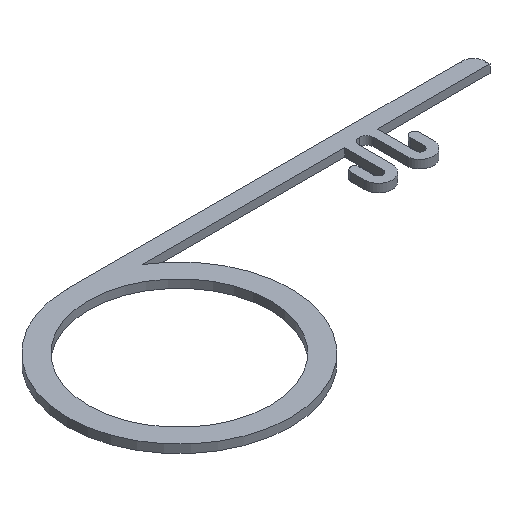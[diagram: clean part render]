
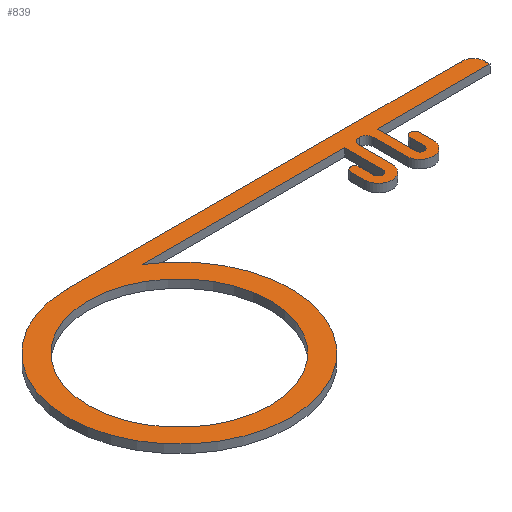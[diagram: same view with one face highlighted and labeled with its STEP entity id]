
A CAD part, isometric view. The second image highlights one B-rep face of the part: STEP entity #839.
In plain terms, the highlighted planar face has unit normal (0, 0, 1).
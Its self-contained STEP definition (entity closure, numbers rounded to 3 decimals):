
#60=CARTESIAN_POINT('',(11.0,0.,0.5));
#61=VERTEX_POINT('',#60);
#62=CARTESIAN_POINT('',(0.0,0.0,0.5));
#63=DIRECTION('',(0.0,0.0,-1.0));
#64=DIRECTION('',(-1.0,0.0,0.0));
#65=AXIS2_PLACEMENT_3D('',#62,#63,#64);
#66=CIRCLE('',#65,11.0);
#67=EDGE_CURVE('',#61,#61,#66,.T.);
#274=CARTESIAN_POINT('',(0.,13.5,0.5));
#275=VERTEX_POINT('',#274);
#276=CARTESIAN_POINT('',(47.6,13.5,0.5));
#277=VERTEX_POINT('',#276);
#278=CARTESIAN_POINT('',(0.,13.5,0.5));
#279=DIRECTION('',(1.0,0.0,0.0));
#280=VECTOR('',#279,47.6);
#281=LINE('',#278,#280);
#282=EDGE_CURVE('',#275,#277,#281,.T.);
#305=CARTESIAN_POINT('',(49.1,12.,0.5));
#306=VERTEX_POINT('',#305);
#307=CARTESIAN_POINT('',(47.6,12.,0.5));
#308=DIRECTION('',(0.0,0.0,-1.0));
#309=DIRECTION('',(1.0,0.0,0.0));
#310=AXIS2_PLACEMENT_3D('',#307,#308,#309);
#311=CIRCLE('',#310,1.5);
#312=EDGE_CURVE('',#277,#306,#311,.T.);
#330=CARTESIAN_POINT('',(49.1,11.5,0.5));
#331=VERTEX_POINT('',#330);
#332=CARTESIAN_POINT('',(49.1,12.,0.5));
#333=DIRECTION('',(0.0,-1.0,0.0));
#334=VECTOR('',#333,0.5);
#335=LINE('',#332,#334);
#336=EDGE_CURVE('',#306,#331,#335,.T.);
#354=CARTESIAN_POINT('',(35.45,11.5,0.5));
#355=VERTEX_POINT('',#354);
#356=CARTESIAN_POINT('',(49.1,11.5,0.5));
#357=DIRECTION('',(-1.0,0.0,0.0));
#358=VECTOR('',#357,13.65);
#359=LINE('',#356,#358);
#360=EDGE_CURVE('',#331,#355,#359,.T.);
#378=CARTESIAN_POINT('',(35.45,6.9,0.5));
#379=VERTEX_POINT('',#378);
#380=CARTESIAN_POINT('',(35.45,11.5,0.5));
#381=DIRECTION('',(0.0,-1.0,0.0));
#382=VECTOR('',#381,4.6);
#383=LINE('',#380,#382);
#384=EDGE_CURVE('',#355,#379,#383,.T.);
#402=CARTESIAN_POINT('',(36.55,6.9,0.5));
#403=VERTEX_POINT('',#402);
#404=CARTESIAN_POINT('',(36.0,6.9,0.5));
#405=DIRECTION('',(0.0,0.0,1.0));
#406=DIRECTION('',(1.0,0.0,0.0));
#407=AXIS2_PLACEMENT_3D('',#404,#405,#406);
#408=CIRCLE('',#407,0.55);
#409=EDGE_CURVE('',#379,#403,#408,.T.);
#427=CARTESIAN_POINT('',(36.55,8.6,0.5));
#428=VERTEX_POINT('',#427);
#429=CARTESIAN_POINT('',(36.55,6.9,0.5));
#430=DIRECTION('',(0.0,1.0,0.0));
#431=VECTOR('',#430,1.7);
#432=LINE('',#429,#431);
#433=EDGE_CURVE('',#403,#428,#432,.T.);
#451=CARTESIAN_POINT('',(37.65,8.6,0.5));
#452=VERTEX_POINT('',#451);
#453=CARTESIAN_POINT('',(37.1,8.6,0.5));
#454=DIRECTION('',(0.0,0.0,-1.0));
#455=DIRECTION('',(1.0,0.0,0.0));
#456=AXIS2_PLACEMENT_3D('',#453,#454,#455);
#457=CIRCLE('',#456,0.55);
#458=EDGE_CURVE('',#428,#452,#457,.T.);
#476=CARTESIAN_POINT('',(37.65,6.9,0.5));
#477=VERTEX_POINT('',#476);
#478=CARTESIAN_POINT('',(37.65,8.6,0.5));
#479=DIRECTION('',(0.0,-1.0,0.0));
#480=VECTOR('',#479,1.7);
#481=LINE('',#478,#480);
#482=EDGE_CURVE('',#452,#477,#481,.T.);
#500=CARTESIAN_POINT('',(34.35,6.9,0.5));
#501=VERTEX_POINT('',#500);
#502=CARTESIAN_POINT('',(36.0,6.9,0.5));
#503=DIRECTION('',(0.0,0.0,-1.0));
#504=DIRECTION('',(-1.0,0.0,0.0));
#505=AXIS2_PLACEMENT_3D('',#502,#503,#504);
#506=CIRCLE('',#505,1.65);
#507=EDGE_CURVE('',#477,#501,#506,.T.);
#525=CARTESIAN_POINT('',(34.35,10.9,0.5));
#526=VERTEX_POINT('',#525);
#527=CARTESIAN_POINT('',(34.35,6.9,0.5));
#528=DIRECTION('',(0.0,1.0,0.0));
#529=VECTOR('',#528,4.);
#530=LINE('',#527,#529);
#531=EDGE_CURVE('',#501,#526,#530,.T.);
#549=CARTESIAN_POINT('',(33.5,11.698,0.5));
#550=VERTEX_POINT('',#549);
#551=CARTESIAN_POINT('',(33.55,10.9,0.5));
#552=DIRECTION('',(0.0,0.0,1.0));
#553=DIRECTION('',(-1.0,0.0,0.0));
#554=AXIS2_PLACEMENT_3D('',#551,#552,#553);
#555=CIRCLE('',#554,0.8);
#556=EDGE_CURVE('',#526,#550,#555,.T.);
#574=CARTESIAN_POINT('',(32.65,10.9,0.5));
#575=VERTEX_POINT('',#574);
#576=CARTESIAN_POINT('',(33.45,10.9,0.5));
#577=DIRECTION('',(0.0,0.0,1.0));
#578=DIRECTION('',(-0.063,-0.998,0.0));
#579=AXIS2_PLACEMENT_3D('',#576,#577,#578);
#580=CIRCLE('',#579,0.8);
#581=EDGE_CURVE('',#550,#575,#580,.T.);
#599=CARTESIAN_POINT('',(32.65,6.9,0.5));
#600=VERTEX_POINT('',#599);
#601=CARTESIAN_POINT('',(32.65,10.9,0.5));
#602=DIRECTION('',(0.0,-1.0,0.0));
#603=VECTOR('',#602,4.);
#604=LINE('',#601,#603);
#605=EDGE_CURVE('',#575,#600,#604,.T.);
#623=CARTESIAN_POINT('',(29.35,6.9,0.5));
#624=VERTEX_POINT('',#623);
#625=CARTESIAN_POINT('',(31.0,6.9,0.5));
#626=DIRECTION('',(0.0,0.0,-1.0));
#627=DIRECTION('',(-1.0,0.0,0.0));
#628=AXIS2_PLACEMENT_3D('',#625,#626,#627);
#629=CIRCLE('',#628,1.65);
#630=EDGE_CURVE('',#600,#624,#629,.T.);
#648=CARTESIAN_POINT('',(29.35,8.6,0.5));
#649=VERTEX_POINT('',#648);
#650=CARTESIAN_POINT('',(29.35,6.9,0.5));
#651=DIRECTION('',(0.0,1.0,0.0));
#652=VECTOR('',#651,1.7);
#653=LINE('',#650,#652);
#654=EDGE_CURVE('',#624,#649,#653,.T.);
#672=CARTESIAN_POINT('',(30.45,8.6,0.5));
#673=VERTEX_POINT('',#672);
#674=CARTESIAN_POINT('',(29.9,8.6,0.5));
#675=DIRECTION('',(0.0,0.0,-1.0));
#676=DIRECTION('',(1.0,0.0,0.0));
#677=AXIS2_PLACEMENT_3D('',#674,#675,#676);
#678=CIRCLE('',#677,0.55);
#679=EDGE_CURVE('',#649,#673,#678,.T.);
#697=CARTESIAN_POINT('',(30.45,6.9,0.5));
#698=VERTEX_POINT('',#697);
#699=CARTESIAN_POINT('',(30.45,8.6,0.5));
#700=DIRECTION('',(0.0,-1.0,0.0));
#701=VECTOR('',#700,1.7);
#702=LINE('',#699,#701);
#703=EDGE_CURVE('',#673,#698,#702,.T.);
#721=CARTESIAN_POINT('',(31.55,6.9,0.5));
#722=VERTEX_POINT('',#721);
#723=CARTESIAN_POINT('',(31.0,6.9,0.5));
#724=DIRECTION('',(0.0,0.0,1.0));
#725=DIRECTION('',(1.0,0.0,0.0));
#726=AXIS2_PLACEMENT_3D('',#723,#724,#725);
#727=CIRCLE('',#726,0.55);
#728=EDGE_CURVE('',#698,#722,#727,.T.);
#746=CARTESIAN_POINT('',(31.55,11.5,0.5));
#747=VERTEX_POINT('',#746);
#748=CARTESIAN_POINT('',(31.55,6.9,0.5));
#749=DIRECTION('',(0.0,1.0,0.0));
#750=VECTOR('',#749,4.6);
#751=LINE('',#748,#750);
#752=EDGE_CURVE('',#722,#747,#751,.T.);
#770=CARTESIAN_POINT('',(7.071,11.5,0.5));
#771=VERTEX_POINT('',#770);
#772=CARTESIAN_POINT('',(31.55,11.5,0.5));
#773=DIRECTION('',(-1.0,0.0,0.0));
#774=VECTOR('',#773,24.479);
#775=LINE('',#772,#774);
#776=EDGE_CURVE('',#747,#771,#775,.T.);
#794=CARTESIAN_POINT('',(0.0,0.0,0.5));
#795=DIRECTION('',(0.0,0.0,-1.0));
#796=DIRECTION('',(0.0,1.0,0.0));
#797=AXIS2_PLACEMENT_3D('',#794,#795,#796);
#798=CIRCLE('',#797,13.5);
#799=EDGE_CURVE('',#771,#275,#798,.T.);
#807=CARTESIAN_POINT('',(18.074,7.027,0.5));
#808=DIRECTION('',(0.0,0.0,1.0));
#809=DIRECTION('',(1.0,0.0,0.0));
#810=AXIS2_PLACEMENT_3D('',#807,#808,#809);
#811=PLANE('',#810);
#812=ORIENTED_EDGE('',*,*,#282,.F.);
#813=ORIENTED_EDGE('',*,*,#799,.F.);
#814=ORIENTED_EDGE('',*,*,#776,.F.);
#815=ORIENTED_EDGE('',*,*,#752,.F.);
#816=ORIENTED_EDGE('',*,*,#728,.F.);
#817=ORIENTED_EDGE('',*,*,#703,.F.);
#818=ORIENTED_EDGE('',*,*,#679,.F.);
#819=ORIENTED_EDGE('',*,*,#654,.F.);
#820=ORIENTED_EDGE('',*,*,#630,.F.);
#821=ORIENTED_EDGE('',*,*,#605,.F.);
#822=ORIENTED_EDGE('',*,*,#581,.F.);
#823=ORIENTED_EDGE('',*,*,#556,.F.);
#824=ORIENTED_EDGE('',*,*,#531,.F.);
#825=ORIENTED_EDGE('',*,*,#507,.F.);
#826=ORIENTED_EDGE('',*,*,#482,.F.);
#827=ORIENTED_EDGE('',*,*,#458,.F.);
#828=ORIENTED_EDGE('',*,*,#433,.F.);
#829=ORIENTED_EDGE('',*,*,#409,.F.);
#830=ORIENTED_EDGE('',*,*,#384,.F.);
#831=ORIENTED_EDGE('',*,*,#360,.F.);
#832=ORIENTED_EDGE('',*,*,#336,.F.);
#833=ORIENTED_EDGE('',*,*,#312,.F.);
#834=EDGE_LOOP('',(#812,#813,#814,#815,#816,#817,#818,#819,#820,#821,#822,#823,#824,#825,#826,#827,#828,#829,#830,#831,#832,#833));
#835=FACE_OUTER_BOUND('',#834,.T.);
#836=ORIENTED_EDGE('',*,*,#67,.T.);
#837=EDGE_LOOP('',(#836));
#838=FACE_BOUND('',#837,.T.);
#839=ADVANCED_FACE('',(#835,#838),#811,.T.);
